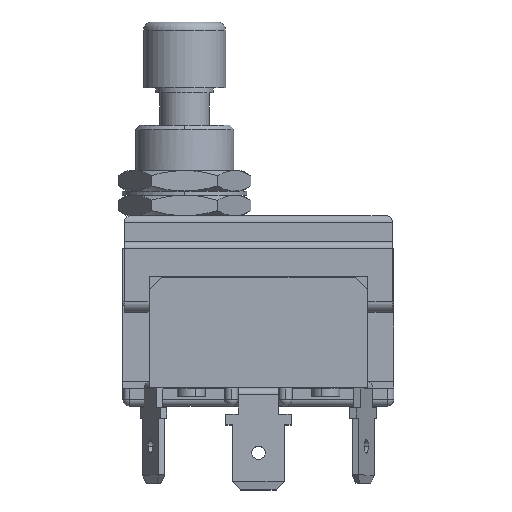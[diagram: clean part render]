
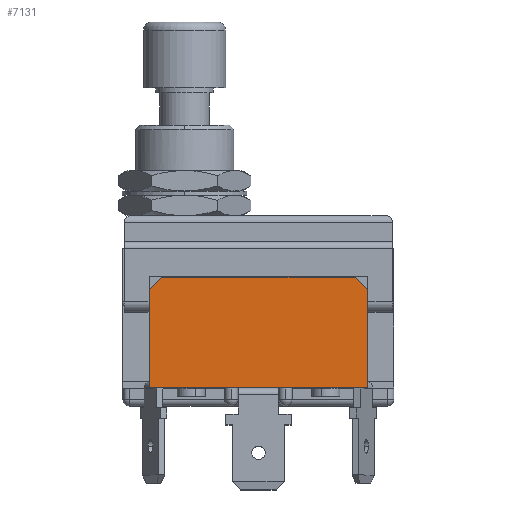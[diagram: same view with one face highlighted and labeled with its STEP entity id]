
A CAD part, top view. The second image highlights one B-rep face of the part: STEP entity #7131.
In plain terms, the highlighted planar face has unit normal (0, 0, 1).
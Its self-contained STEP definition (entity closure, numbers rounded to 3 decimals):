
#12 = ORIENTED_EDGE ( 'NONE', *, *, #6019, .T. ) ;
#342 = CARTESIAN_POINT ( 'NONE',  ( -13.3, -5., 9.6 ) ) ;
#381 = CARTESIAN_POINT ( 'NONE',  ( 11.8, -3.5, 9.6 ) ) ;
#396 = LINE ( 'NONE', #381, #2317 ) ;
#555 = VECTOR ( 'NONE', #7187, 1000. ) ;
#953 = EDGE_CURVE ( 'NONE', #1057, #2713, #2937, .T. ) ;
#1054 = ORIENTED_EDGE ( 'NONE', *, *, #1545, .T. ) ;
#1057 = VERTEX_POINT ( 'NONE', #342 ) ;
#1364 = VECTOR ( 'NONE', #4016, 1000. ) ;
#1517 = LINE ( 'NONE', #9393, #555 ) ;
#1519 = FACE_OUTER_BOUND ( 'NONE', #2143, .T. ) ;
#1540 = VERTEX_POINT ( 'NONE', #8659 ) ;
#1545 = EDGE_CURVE ( 'NONE', #9727, #1057, #1517, .T. ) ;
#1610 = CARTESIAN_POINT ( 'NONE',  ( -13.3, -17., 9.6 ) ) ;
#1717 = AXIS2_PLACEMENT_3D ( 'NONE', #8063, #8780, #4178 ) ;
#2143 = EDGE_LOOP ( 'NONE', ( #4054, #12, #2485, #1054, #8622, #4029 ) ) ;
#2275 = CARTESIAN_POINT ( 'NONE',  ( -13.3, -17., 9.6 ) ) ;
#2317 = VECTOR ( 'NONE', #5816, 1000. ) ;
#2485 = ORIENTED_EDGE ( 'NONE', *, *, #2789, .T. ) ;
#2713 = VERTEX_POINT ( 'NONE', #6370 ) ;
#2789 = EDGE_CURVE ( 'NONE', #1540, #9727, #9544, .T. ) ;
#2911 = EDGE_CURVE ( 'NONE', #7966, #8007, #8700, .T. ) ;
#2937 = LINE ( 'NONE', #2275, #4394 ) ;
#3129 = CARTESIAN_POINT ( 'NONE',  ( 13.3, -5., 9.6 ) ) ;
#3364 = CARTESIAN_POINT ( 'NONE',  ( -11.8, -3.5, 9.6 ) ) ;
#3529 = CARTESIAN_POINT ( 'NONE',  ( 13.3, -17., 9.6 ) ) ;
#4016 = DIRECTION ( 'NONE',  ( 1., 0., 0. ) ) ;
#4029 = ORIENTED_EDGE ( 'NONE', *, *, #8552, .T. ) ;
#4054 = ORIENTED_EDGE ( 'NONE', *, *, #2911, .T. ) ;
#4178 = DIRECTION ( 'NONE',  ( -1., 0., 0. ) ) ;
#4394 = VECTOR ( 'NONE', #9627, 1000. ) ;
#4856 = LINE ( 'NONE', #1610, #1364 ) ;
#4898 = PLANE ( 'NONE',  #1717 ) ;
#5434 = CARTESIAN_POINT ( 'NONE',  ( 13.3, -17., 9.6 ) ) ;
#5816 = DIRECTION ( 'NONE',  ( -0.707, 0.707, 0. ) ) ;
#5942 = VECTOR ( 'NONE', #8058, 1000. ) ;
#6019 = EDGE_CURVE ( 'NONE', #8007, #1540, #396, .T. ) ;
#6370 = CARTESIAN_POINT ( 'NONE',  ( -13.3, -17., 9.6 ) ) ;
#7131 = ADVANCED_FACE ( 'NONE', ( #1519 ), #4898, .F. ) ;
#7187 = DIRECTION ( 'NONE',  ( -0.707, -0.707, 0. ) ) ;
#7313 = CARTESIAN_POINT ( 'NONE',  ( -13.3, -3.5, 9.6 ) ) ;
#7966 = VERTEX_POINT ( 'NONE', #5434 ) ;
#8007 = VERTEX_POINT ( 'NONE', #3129 ) ;
#8058 = DIRECTION ( 'NONE',  ( -1., 0., 0. ) ) ;
#8063 = CARTESIAN_POINT ( 'NONE',  ( -13.3, -3.5, 9.6 ) ) ;
#8552 = EDGE_CURVE ( 'NONE', #2713, #7966, #4856, .T. ) ;
#8622 = ORIENTED_EDGE ( 'NONE', *, *, #953, .T. ) ;
#8659 = CARTESIAN_POINT ( 'NONE',  ( 11.8, -3.5, 9.6 ) ) ;
#8700 = LINE ( 'NONE', #3529, #9180 ) ;
#8780 = DIRECTION ( 'NONE',  ( 0., 0., -1. ) ) ;
#8905 = DIRECTION ( 'NONE',  ( 0., 1., 0. ) ) ;
#9180 = VECTOR ( 'NONE', #8905, 1000. ) ;
#9393 = CARTESIAN_POINT ( 'NONE',  ( -13.3, -5., 9.6 ) ) ;
#9544 = LINE ( 'NONE', #7313, #5942 ) ;
#9627 = DIRECTION ( 'NONE',  ( 0., -1., 0. ) ) ;
#9727 = VERTEX_POINT ( 'NONE', #3364 ) ;
